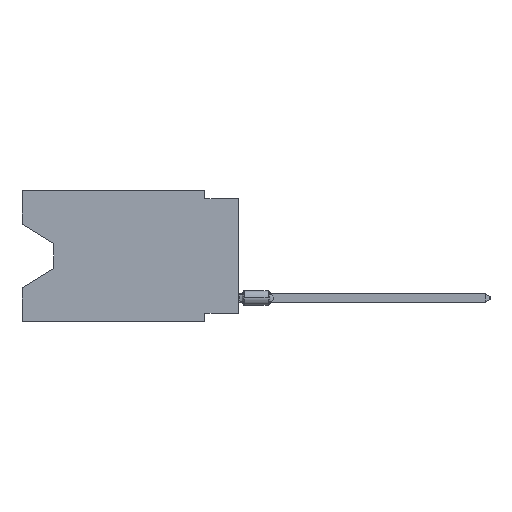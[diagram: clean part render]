
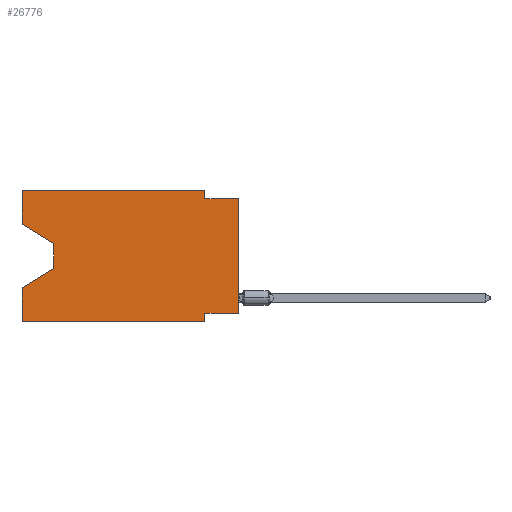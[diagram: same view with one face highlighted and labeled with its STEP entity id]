
A CAD part, left-side view. The second image highlights one B-rep face of the part: STEP entity #26776.
In plain terms, the highlighted planar face has unit normal (-1, 0, 0).
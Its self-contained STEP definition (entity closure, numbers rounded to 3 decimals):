
#1120 = VECTOR ( 'NONE', #32533, 1000. ) ;
#2151 = LINE ( 'NONE', #52561, #3202 ) ;
#2864 = DIRECTION ( 'NONE',  ( 0., -1., 0. ) ) ;
#3202 = VECTOR ( 'NONE', #15661, 1000. ) ;
#3510 = VERTEX_POINT ( 'NONE', #56366 ) ;
#3526 = DIRECTION ( 'NONE',  ( 0., 0., 1. ) ) ;
#3711 = CARTESIAN_POINT ( 'NONE',  ( 0., 16.383, 0. ) ) ;
#4833 = CARTESIAN_POINT ( 'NONE',  ( 0., 2.54, -9.906 ) ) ;
#4892 = VERTEX_POINT ( 'NONE', #25391 ) ;
#4952 = ORIENTED_EDGE ( 'NONE', *, *, #11915, .F. ) ;
#5226 = ORIENTED_EDGE ( 'NONE', *, *, #21620, .F. ) ;
#8007 = DIRECTION ( 'NONE',  ( 0., 1., 0. ) ) ;
#8507 = LINE ( 'NONE', #29935, #41662 ) ;
#9536 = DIRECTION ( 'NONE',  ( 0., 0., 1. ) ) ;
#9896 = CARTESIAN_POINT ( 'NONE',  ( 0., 13.97, -5.893 ) ) ;
#10088 = CARTESIAN_POINT ( 'NONE',  ( 0., 16.383, -9.906 ) ) ;
#10231 = FACE_OUTER_BOUND ( 'NONE', #52808, .T. ) ;
#10338 = DIRECTION ( 'NONE',  ( 0., 0.855, -0.519 ) ) ;
#11915 = EDGE_CURVE ( 'NONE', #3510, #23249, #27121, .T. ) ;
#12708 = LINE ( 'NONE', #34687, #28861 ) ;
#12908 = EDGE_CURVE ( 'NONE', #24155, #33833, #55641, .T. ) ;
#13457 = CARTESIAN_POINT ( 'NONE',  ( 0., 0., 0. ) ) ;
#13704 = ORIENTED_EDGE ( 'NONE', *, *, #43576, .F. ) ;
#14661 = CARTESIAN_POINT ( 'NONE',  ( 0., 0., -0.635 ) ) ;
#15064 = AXIS2_PLACEMENT_3D ( 'NONE', #19338, #23435, #50957 ) ;
#15491 = DIRECTION ( 'NONE',  ( 0., 0., -1. ) ) ;
#15661 = DIRECTION ( 'NONE',  ( 0., -1., 0. ) ) ;
#17086 = CARTESIAN_POINT ( 'NONE',  ( 0., 0., -9.271 ) ) ;
#19338 = CARTESIAN_POINT ( 'NONE',  ( 0., 16.383, 0. ) ) ;
#20274 = CARTESIAN_POINT ( 'NONE',  ( 0., 2.54, -9.906 ) ) ;
#20924 = VERTEX_POINT ( 'NONE', #31888 ) ;
#21620 = EDGE_CURVE ( 'NONE', #33833, #56405, #37210, .T. ) ;
#22743 = DIRECTION ( 'NONE',  ( 0., 0., -1. ) ) ;
#23249 = VERTEX_POINT ( 'NONE', #20274 ) ;
#23435 = DIRECTION ( 'NONE',  ( 1., 0., 0. ) ) ;
#24127 = VECTOR ( 'NONE', #22743, 1000. ) ;
#24155 = VERTEX_POINT ( 'NONE', #56104 ) ;
#24329 = ORIENTED_EDGE ( 'NONE', *, *, #24656, .F. ) ;
#24656 = EDGE_CURVE ( 'NONE', #30449, #31291, #8507, .T. ) ;
#25200 = EDGE_CURVE ( 'NONE', #30449, #23249, #56827, .T. ) ;
#25391 = CARTESIAN_POINT ( 'NONE',  ( 0., 13.97, -4.013 ) ) ;
#26776 = ADVANCED_FACE ( 'NONE', ( #10231 ), #33382, .F. ) ;
#27121 = LINE ( 'NONE', #4833, #24127 ) ;
#27621 = VECTOR ( 'NONE', #2864, 1000. ) ;
#28412 = CARTESIAN_POINT ( 'NONE',  ( 0., 16.383, -2.546 ) ) ;
#28861 = VECTOR ( 'NONE', #8007, 1000. ) ;
#29568 = CARTESIAN_POINT ( 'NONE',  ( 0., 16.383, -9.906 ) ) ;
#29789 = ORIENTED_EDGE ( 'NONE', *, *, #12908, .F. ) ;
#29935 = CARTESIAN_POINT ( 'NONE',  ( 0., 16.383, 0. ) ) ;
#30449 = VERTEX_POINT ( 'NONE', #10088 ) ;
#30758 = DIRECTION ( 'NONE',  ( 0., 0., 1. ) ) ;
#31291 = VERTEX_POINT ( 'NONE', #54211 ) ;
#31888 = CARTESIAN_POINT ( 'NONE',  ( 0., 16.383, -2.546 ) ) ;
#32533 = DIRECTION ( 'NONE',  ( 0., -1., 0. ) ) ;
#32587 = VECTOR ( 'NONE', #15491, 1000. ) ;
#32622 = LINE ( 'NONE', #50480, #39733 ) ;
#33382 = PLANE ( 'NONE',  #15064 ) ;
#33720 = VERTEX_POINT ( 'NONE', #17086 ) ;
#33833 = VERTEX_POINT ( 'NONE', #40803 ) ;
#34687 = CARTESIAN_POINT ( 'NONE',  ( 0., 0., -9.271 ) ) ;
#35445 = CARTESIAN_POINT ( 'NONE',  ( 0., 13.97, -4.013 ) ) ;
#35820 = ORIENTED_EDGE ( 'NONE', *, *, #53160, .T. ) ;
#36690 = ORIENTED_EDGE ( 'NONE', *, *, #25200, .T. ) ;
#37210 = LINE ( 'NONE', #14661, #1120 ) ;
#38071 = LINE ( 'NONE', #28412, #48055 ) ;
#38223 = EDGE_CURVE ( 'NONE', #33720, #56405, #53317, .T. ) ;
#39081 = VECTOR ( 'NONE', #40717, 1000. ) ;
#39733 = VECTOR ( 'NONE', #10338, 1000. ) ;
#40199 = VECTOR ( 'NONE', #30758, 1000. ) ;
#40301 = ORIENTED_EDGE ( 'NONE', *, *, #44413, .F. ) ;
#40717 = DIRECTION ( 'NONE',  ( 0., 0., -1. ) ) ;
#40803 = CARTESIAN_POINT ( 'NONE',  ( 0., 2.54, -0.635 ) ) ;
#41492 = CARTESIAN_POINT ( 'NONE',  ( 0., 16.383, 0. ) ) ;
#41662 = VECTOR ( 'NONE', #3526, 1000. ) ;
#42799 = EDGE_CURVE ( 'NONE', #45130, #31291, #32622, .T. ) ;
#43576 = EDGE_CURVE ( 'NONE', #20924, #53620, #45871, .T. ) ;
#44413 = EDGE_CURVE ( 'NONE', #53620, #24155, #2151, .T. ) ;
#45130 = VERTEX_POINT ( 'NONE', #9896 ) ;
#45871 = LINE ( 'NONE', #41492, #47268 ) ;
#45963 = CARTESIAN_POINT ( 'NONE',  ( 0., 2.54, 0. ) ) ;
#46849 = DIRECTION ( 'NONE',  ( 0., -0.855, -0.519 ) ) ;
#47074 = EDGE_CURVE ( 'NONE', #33720, #3510, #12708, .T. ) ;
#47268 = VECTOR ( 'NONE', #9536, 1000. ) ;
#48055 = VECTOR ( 'NONE', #46849, 1000. ) ;
#49496 = LINE ( 'NONE', #35445, #39081 ) ;
#50480 = CARTESIAN_POINT ( 'NONE',  ( 0., 13.97, -5.893 ) ) ;
#50554 = ORIENTED_EDGE ( 'NONE', *, *, #56379, .T. ) ;
#50868 = ORIENTED_EDGE ( 'NONE', *, *, #47074, .F. ) ;
#50957 = DIRECTION ( 'NONE',  ( 0., 0., -1. ) ) ;
#51195 = ORIENTED_EDGE ( 'NONE', *, *, #38223, .T. ) ;
#51776 = ORIENTED_EDGE ( 'NONE', *, *, #42799, .T. ) ;
#52561 = CARTESIAN_POINT ( 'NONE',  ( 0., 16.383, 0. ) ) ;
#52808 = EDGE_LOOP ( 'NONE', ( #50554, #35820, #51776, #24329, #36690, #4952, #50868, #51195, #5226, #29789, #40301, #13704 ) ) ;
#53160 = EDGE_CURVE ( 'NONE', #4892, #45130, #49496, .T. ) ;
#53317 = LINE ( 'NONE', #13457, #40199 ) ;
#53620 = VERTEX_POINT ( 'NONE', #3711 ) ;
#54211 = CARTESIAN_POINT ( 'NONE',  ( 0., 16.383, -7.36 ) ) ;
#55641 = LINE ( 'NONE', #45963, #32587 ) ;
#56104 = CARTESIAN_POINT ( 'NONE',  ( 0., 2.54, 0. ) ) ;
#56257 = CARTESIAN_POINT ( 'NONE',  ( 0., 0., -0.635 ) ) ;
#56366 = CARTESIAN_POINT ( 'NONE',  ( 0., 2.54, -9.271 ) ) ;
#56379 = EDGE_CURVE ( 'NONE', #20924, #4892, #38071, .T. ) ;
#56405 = VERTEX_POINT ( 'NONE', #56257 ) ;
#56827 = LINE ( 'NONE', #29568, #27621 ) ;
